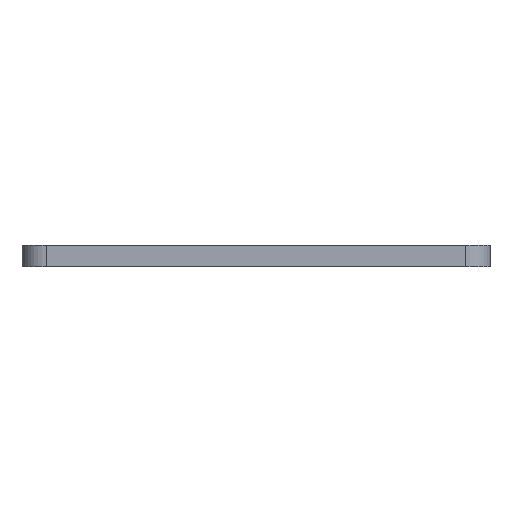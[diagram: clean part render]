
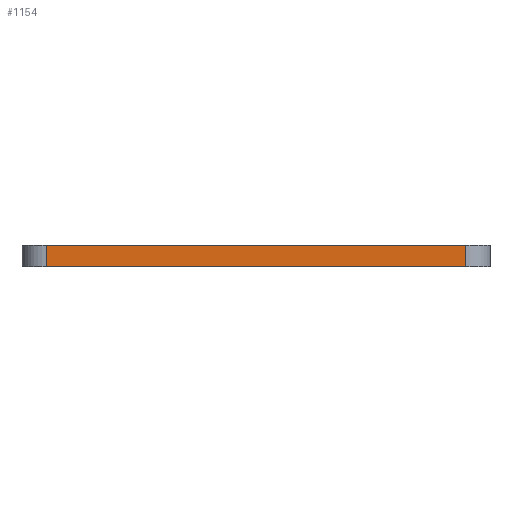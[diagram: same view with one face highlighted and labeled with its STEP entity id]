
A CAD part, left-side view. The second image highlights one B-rep face of the part: STEP entity #1154.
In plain terms, the highlighted planar face has unit normal (-1, 0, 0).
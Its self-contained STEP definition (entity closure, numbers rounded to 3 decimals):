
#74=PLANE($,#1216);
#97=FACE_OUTER_BOUND($,#153,.T.);
#153=EDGE_LOOP($,(#764,#765,#766,#767));
#271=LINE($,#1685,#351);
#272=LINE($,#1688,#352);
#273=LINE($,#1690,#353);
#274=LINE($,#1691,#354);
#351=VECTOR($,#1349,3.);
#352=VECTOR($,#1352,58.74);
#353=VECTOR($,#1353,3.);
#354=VECTOR($,#1354,58.74);
#500=VERTEX_POINT($,#1678);
#503=VERTEX_POINT($,#1683);
#504=VERTEX_POINT($,#1687);
#505=VERTEX_POINT($,#1689);
#613=EDGE_CURVE($,#503,#500,#271,.T.);
#614=EDGE_CURVE($,#504,#503,#272,.T.);
#615=EDGE_CURVE($,#505,#504,#273,.T.);
#616=EDGE_CURVE($,#500,#505,#274,.T.);
#764=ORIENTED_EDGE($,*,*,#613,.F.);
#765=ORIENTED_EDGE($,*,*,#614,.F.);
#766=ORIENTED_EDGE($,*,*,#615,.F.);
#767=ORIENTED_EDGE($,*,*,#616,.F.);
#1154=ADVANCED_FACE($,(#97),#74,.T.);
#1216=AXIS2_PLACEMENT_3D($,#1686,#1350,#1351);
#1349=DIRECTION($,(0.,0.,1.));
#1350=DIRECTION('center_axis',(-1.,0.,0.));
#1351=DIRECTION('ref_axis',(0.,-1.,0.));
#1352=DIRECTION($,(0.,1.,0.));
#1353=DIRECTION($,(0.,0.,-1.));
#1354=DIRECTION($,(0.,-1.,0.));
#1678=CARTESIAN_POINT('',(-32.75,29.37,3.));
#1683=CARTESIAN_POINT('',(-32.75,29.37,0.));
#1685=CARTESIAN_POINT($,(-32.75,29.37,0.));
#1686=CARTESIAN_POINT('Origin',(-32.75,32.75,0.));
#1687=CARTESIAN_POINT('',(-32.75,-29.37,0.));
#1688=CARTESIAN_POINT($,(-32.75,-32.75,0.));
#1689=CARTESIAN_POINT('',(-32.75,-29.37,3.));
#1690=CARTESIAN_POINT($,(-32.75,-29.37,0.));
#1691=CARTESIAN_POINT($,(-32.75,-32.75,3.));
